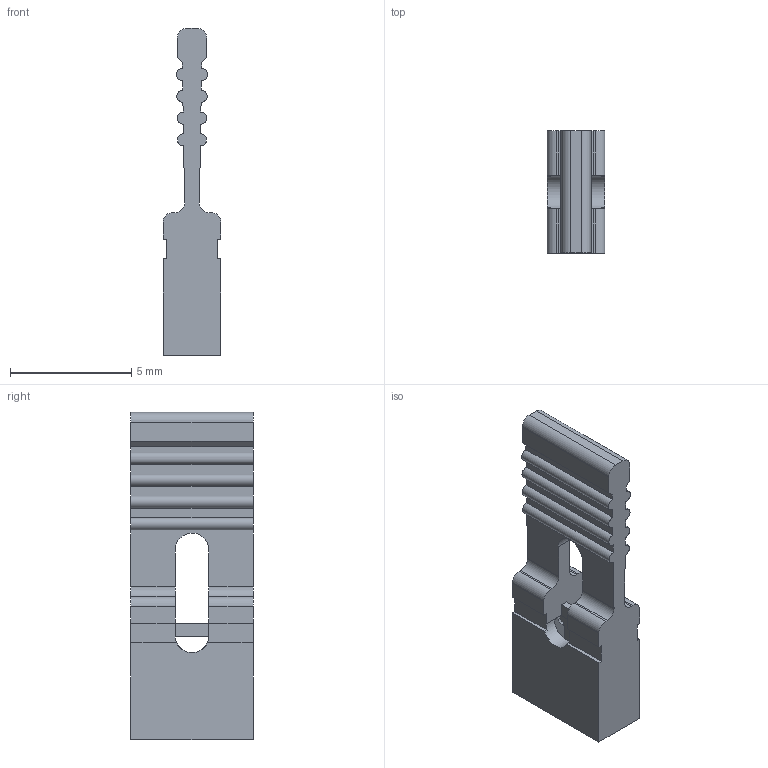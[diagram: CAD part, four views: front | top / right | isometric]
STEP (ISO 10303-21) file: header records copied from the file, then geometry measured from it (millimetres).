
FILE_DESCRIPTION((' '),'2;1');
FILE_NAME( 'AKSPLTG-BLACK.stp', '2022-09-01T09:23:17', (' '), ('--- Datakit www.datakit.com---'), ' Datakit CrossCadWare V2022.3 Jun 15 2022', 'DATAKIT 2022 (c)', ' ');
FILE_SCHEMA(('AP242_MANAGED_MODEL_BASED_3D_ENGINEERING_MIM_LF { 1 0 10303 442 1 1 4 }'));
Length unit declared in the file: millimetre
Products named in the file (1): AKSPLTG-BLACK
Bounding box: 2.39 x 5.05 x 13.5 mm (x, y, z)
Volume: 79.2 mm3; surface area: 261.7 mm2
Topology: 1 solids, 1 shells, 81 faces, 252 edges, 168 vertices
Faces by surface type: plane 60, cylinder 21
Entity records: 2930 total; most frequent: ORIENTED_EDGE 504, CARTESIAN_POINT 502, DIRECTION 472, EDGE_CURVE 252, VECTOR 196, LINE 196, VERTEX_POINT 168, AXIS2_PLACEMENT_3D 138
